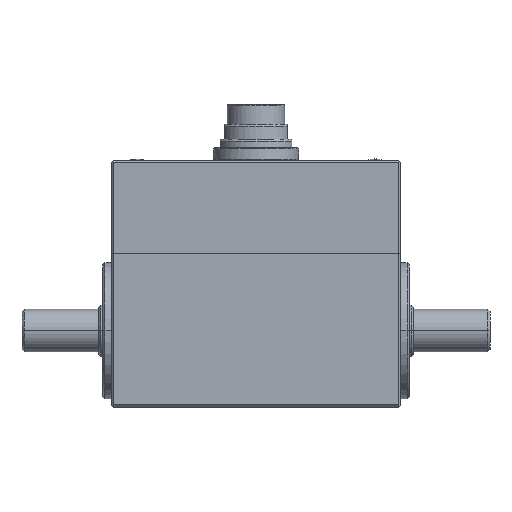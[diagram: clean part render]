
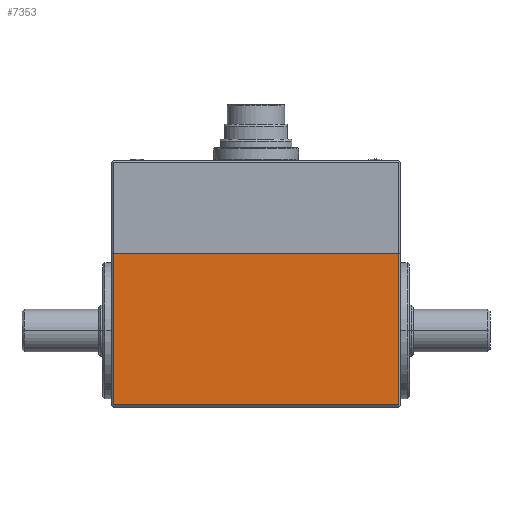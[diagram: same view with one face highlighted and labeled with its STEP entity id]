
A CAD part, top view. The second image highlights one B-rep face of the part: STEP entity #7353.
In plain terms, the highlighted planar face has unit normal (0, 0, 1).
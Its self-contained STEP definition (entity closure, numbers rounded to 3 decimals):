
#369 = VECTOR ( 'NONE', #5647, 1000. ) ;
#613 = EDGE_CURVE ( 'NONE', #8259, #5189, #4692, .T. ) ;
#757 = CARTESIAN_POINT ( 'NONE',  ( 15.991, 10.805, 18. ) ) ;
#1149 = CARTESIAN_POINT ( 'NONE',  ( 18.491, -25.195, 18. ) ) ;
#2287 = DIRECTION ( 'NONE',  ( 0., 1., 0. ) ) ;
#3292 = CARTESIAN_POINT ( 'NONE',  ( 18.491, 10.805, 18. ) ) ;
#3866 = CARTESIAN_POINT ( 'NONE',  ( 18.491, -24.695, 18. ) ) ;
#4548 = VERTEX_POINT ( 'NONE', #12542 ) ;
#4593 = CARTESIAN_POINT ( 'NONE',  ( -51.009, 10.805, 18. ) ) ;
#4611 = CARTESIAN_POINT ( 'NONE',  ( -51.009, -24.695, 18. ) ) ;
#4661 = VERTEX_POINT ( 'NONE', #4611 ) ;
#4692 = LINE ( 'NONE', #3292, #369 ) ;
#4939 = CARTESIAN_POINT ( 'NONE',  ( -51.009, -25.195, 18. ) ) ;
#5116 = ORIENTED_EDGE ( 'NONE', *, *, #11888, .T. ) ;
#5189 = VERTEX_POINT ( 'NONE', #4593 ) ;
#5647 = DIRECTION ( 'NONE',  ( -1., 0., 0. ) ) ;
#5792 = EDGE_CURVE ( 'NONE', #5189, #4661, #9952, .T. ) ;
#6081 = DIRECTION ( 'NONE',  ( 0., -1., 0. ) ) ;
#6857 = PLANE ( 'NONE',  #11365 ) ;
#6886 = VECTOR ( 'NONE', #6081, 1000. ) ;
#7353 = ADVANCED_FACE ( 'NONE', ( #12702 ), #6857, .F. ) ;
#7444 = CARTESIAN_POINT ( 'NONE',  ( 15.991, 10.805, 18. ) ) ;
#8259 = VERTEX_POINT ( 'NONE', #7444 ) ;
#8639 = VECTOR ( 'NONE', #11967, 1000. ) ;
#9219 = DIRECTION ( 'NONE',  ( 0., 0., -1. ) ) ;
#9296 = VECTOR ( 'NONE', #11135, 1000. ) ;
#9952 = LINE ( 'NONE', #4939, #6886 ) ;
#10116 = ORIENTED_EDGE ( 'NONE', *, *, #613, .T. ) ;
#11135 = DIRECTION ( 'NONE',  ( 0., 1., 0. ) ) ;
#11365 = AXIS2_PLACEMENT_3D ( 'NONE', #1149, #9219, #2287 ) ;
#11888 = EDGE_CURVE ( 'NONE', #4548, #8259, #12718, .T. ) ;
#11967 = DIRECTION ( 'NONE',  ( 1., 0., 0. ) ) ;
#12542 = CARTESIAN_POINT ( 'NONE',  ( 15.991, -24.695, 18. ) ) ;
#12702 = FACE_OUTER_BOUND ( 'NONE', #12983, .T. ) ;
#12718 = LINE ( 'NONE', #757, #9296 ) ;
#12983 = EDGE_LOOP ( 'NONE', ( #14366, #14703, #5116, #10116 ) ) ;
#13228 = EDGE_CURVE ( 'NONE', #4661, #4548, #14723, .T. ) ;
#14366 = ORIENTED_EDGE ( 'NONE', *, *, #5792, .T. ) ;
#14703 = ORIENTED_EDGE ( 'NONE', *, *, #13228, .T. ) ;
#14723 = LINE ( 'NONE', #3866, #8639 ) ;
